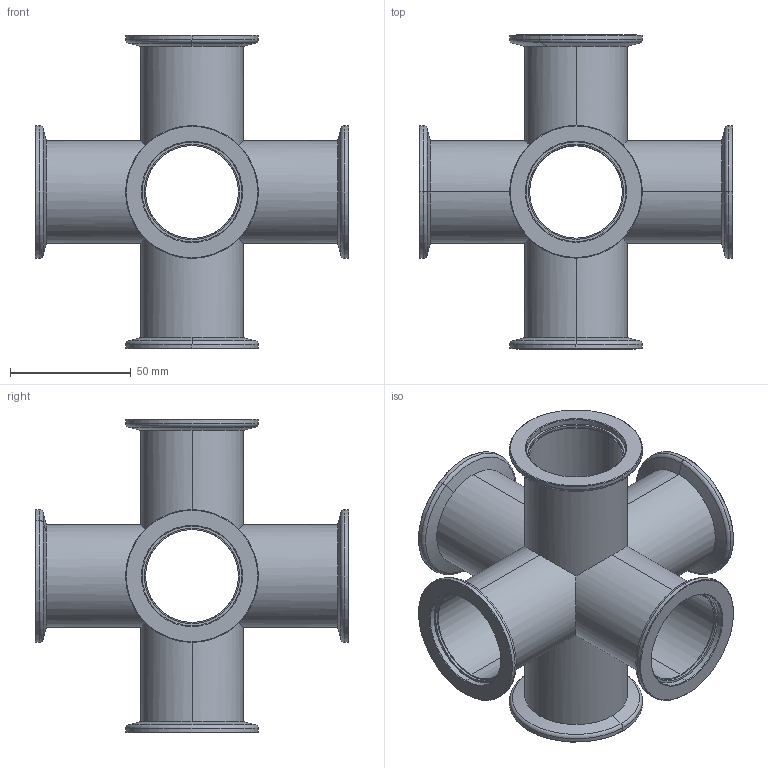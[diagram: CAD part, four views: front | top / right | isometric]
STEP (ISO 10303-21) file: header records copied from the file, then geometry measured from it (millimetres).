
FILE_DESCRIPTION (( 'STEP AP214' ), '1' );
FILE_NAME ('Hositrad_KX6-40-42.STEP', '2024-07-17T10:02:53', ( '' ), ( '' ), 'SwSTEP 2.0', 'SolidWorks 2022', '' );
FILE_SCHEMA (( 'AUTOMOTIVE_DESIGN' ));
Length unit declared in the file: millimetre
Products named in the file (3): Hositrad_KX6-40-42; KF40-42.4WS; 6-Cross-42.4
Assembly tree (7 placements, depth 2):
  Hositrad_KX6-40-42
    6-Cross-42.4
    KF40-42.4WS  x6
Bounding box: 130 x 130 x 130 mm (x, y, z)
Volume: 89722.3 mm3; surface area: 87450.7 mm2
Topology: 7 solids, 7 shells, 164 faces, 356 edges, 208 vertices
Faces by surface type: cylinder 72, cone 36, plane 24, bspline 12, torus 12, sphere 8
Entity records: 2750 total; most frequent: CARTESIAN_POINT 1147, ORIENTED_EDGE 332, DIRECTION 316, EDGE_CURVE 166, AXIS2_PLACEMENT_3D 139, VERTEX_POINT 98, EDGE_LOOP 78, CIRCLE 72
